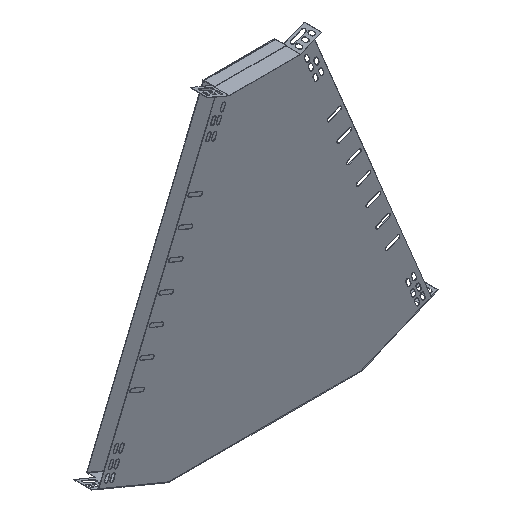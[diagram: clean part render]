
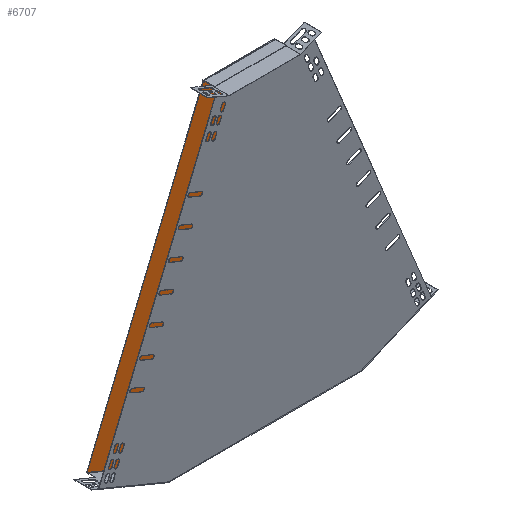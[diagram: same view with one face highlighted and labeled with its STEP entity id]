
A CAD part, isometric view. The second image highlights one B-rep face of the part: STEP entity #6707.
In plain terms, the highlighted planar face has unit normal (0, -1, 0).
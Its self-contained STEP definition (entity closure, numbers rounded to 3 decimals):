
#205 = CARTESIAN_POINT ( 'NONE',  ( -44.214, 189.156, 386.341 ) ) ;
#230 = CARTESIAN_POINT ( 'NONE',  ( -44.214, 189.156, 386.341 ) ) ;
#350 = CARTESIAN_POINT ( 'NONE',  ( -44.214, 189.156, 386.341 ) ) ;
#685 = ORIENTED_EDGE ( 'NONE', *, *, #1039, .F. ) ;
#745 = DIRECTION ( 'NONE',  ( 0.383, 0., 0.924 ) ) ;
#764 = EDGE_LOOP ( 'NONE', ( #7875, #1219, #1428, #7147, #5568, #4149, #7780, #685, #2754, #1114 ) ) ;
#859 = VECTOR ( 'NONE', #8355, 1000. ) ;
#948 = FACE_OUTER_BOUND ( 'NONE', #764, .T. ) ;
#964 = VECTOR ( 'NONE', #5193, 1000. ) ;
#998 = EDGE_CURVE ( 'NONE', #4798, #5487, #3348, .T. ) ;
#1028 = EDGE_CURVE ( 'NONE', #3408, #4798, #4757, .T. ) ;
#1039 = EDGE_CURVE ( 'NONE', #3408, #7833, #6616, .T. ) ;
#1097 = VERTEX_POINT ( 'NONE', #205 ) ;
#1101 = EDGE_CURVE ( 'NONE', #1097, #4492, #7322, .T. ) ;
#1114 = ORIENTED_EDGE ( 'NONE', *, *, #998, .T. ) ;
#1117 = CARTESIAN_POINT ( 'NONE',  ( 97.208, 189.156, 385.341 ) ) ;
#1203 = EDGE_CURVE ( 'NONE', #1424, #1097, #6300, .T. ) ;
#1208 = EDGE_CURVE ( 'NONE', #1424, #7880, #8051, .T. ) ;
#1219 = ORIENTED_EDGE ( 'NONE', *, *, #1589, .F. ) ;
#1424 = VERTEX_POINT ( 'NONE', #4761 ) ;
#1428 = ORIENTED_EDGE ( 'NONE', *, *, #1208, .F. ) ;
#1445 = DIRECTION ( 'NONE',  ( 0.383, 0., -0.924 ) ) ;
#1589 = EDGE_CURVE ( 'NONE', #7880, #8512, #8243, .T. ) ;
#1724 = EDGE_CURVE ( 'NONE', #7312, #4492, #8540, .T. ) ;
#1886 = EDGE_CURVE ( 'NONE', #7833, #7312, #5734, .T. ) ;
#2059 = VECTOR ( 'NONE', #5072, 1000. ) ;
#2312 = DIRECTION ( 'NONE',  ( -0.924, 0., 0.383 ) ) ;
#2415 = EDGE_CURVE ( 'NONE', #8512, #5487, #8528, .T. ) ;
#2468 = CARTESIAN_POINT ( 'NONE',  ( -163.561, 189.156, -214.659 ) ) ;
#2602 = VECTOR ( 'NONE', #3100, 1000. ) ;
#2626 = DIRECTION ( 'NONE',  ( 0., -1., 0. ) ) ;
#2713 = VECTOR ( 'NONE', #2900, 1000. ) ;
#2754 = ORIENTED_EDGE ( 'NONE', *, *, #1028, .T. ) ;
#2900 = DIRECTION ( 'NONE',  ( 0., 0., 1. ) ) ;
#3100 = DIRECTION ( 'NONE',  ( 0., 0., -1. ) ) ;
#3155 = CARTESIAN_POINT ( 'NONE',  ( 326.818, 189.156, -168.986 ) ) ;
#3348 = LINE ( 'NONE', #5635, #8363 ) ;
#3408 = VERTEX_POINT ( 'NONE', #7160 ) ;
#3784 = CARTESIAN_POINT ( 'NONE',  ( 97.208, 189.156, 386.341 ) ) ;
#4149 = ORIENTED_EDGE ( 'NONE', *, *, #1724, .F. ) ;
#4194 = DIRECTION ( 'NONE',  ( 0., 0., 1. ) ) ;
#4492 = VERTEX_POINT ( 'NONE', #5071 ) ;
#4757 = LINE ( 'NONE', #7684, #859 ) ;
#4761 = CARTESIAN_POINT ( 'NONE',  ( 97.208, 189.156, 386.341 ) ) ;
#4798 = VERTEX_POINT ( 'NONE', #4815 ) ;
#4815 = CARTESIAN_POINT ( 'NONE',  ( 216.555, 189.156, -215.659 ) ) ;
#5071 = CARTESIAN_POINT ( 'NONE',  ( -44.214, 189.156, 385.341 ) ) ;
#5072 = DIRECTION ( 'NONE',  ( 0., 0., -1. ) ) ;
#5192 = DIRECTION ( 'NONE',  ( -0.924, 0., -0.383 ) ) ;
#5193 = DIRECTION ( 'NONE',  ( -1., 0., 0. ) ) ;
#5378 = PLANE ( 'NONE',  #6175 ) ;
#5487 = VERTEX_POINT ( 'NONE', #6482 ) ;
#5568 = ORIENTED_EDGE ( 'NONE', *, *, #1101, .T. ) ;
#5600 = CARTESIAN_POINT ( 'NONE',  ( -44.214, 189.156, 385.341 ) ) ;
#5635 = CARTESIAN_POINT ( 'NONE',  ( 216.555, 189.156, -215.659 ) ) ;
#5734 = LINE ( 'NONE', #7126, #8847 ) ;
#6175 = AXIS2_PLACEMENT_3D ( 'NONE', #8706, #2626, #7426 ) ;
#6300 = LINE ( 'NONE', #350, #964 ) ;
#6331 = CARTESIAN_POINT ( 'NONE',  ( 97.208, 189.156, 385.341 ) ) ;
#6376 = CARTESIAN_POINT ( 'NONE',  ( -163.561, 189.156, -215.659 ) ) ;
#6482 = CARTESIAN_POINT ( 'NONE',  ( 216.555, 189.156, -214.659 ) ) ;
#6616 = LINE ( 'NONE', #6376, #2713 ) ;
#6707 = ADVANCED_FACE ( 'NONE', ( #948 ), #5378, .T. ) ;
#6709 = VECTOR ( 'NONE', #1445, 1000. ) ;
#6726 = CARTESIAN_POINT ( 'NONE',  ( 326.818, 189.156, -168.986 ) ) ;
#6799 = VECTOR ( 'NONE', #745, 1000. ) ;
#7126 = CARTESIAN_POINT ( 'NONE',  ( -273.824, 189.156, -168.986 ) ) ;
#7147 = ORIENTED_EDGE ( 'NONE', *, *, #1203, .T. ) ;
#7160 = CARTESIAN_POINT ( 'NONE',  ( -163.561, 189.156, -215.659 ) ) ;
#7312 = VERTEX_POINT ( 'NONE', #7325 ) ;
#7322 = LINE ( 'NONE', #230, #2059 ) ;
#7325 = CARTESIAN_POINT ( 'NONE',  ( -273.824, 189.156, -168.986 ) ) ;
#7426 = DIRECTION ( 'NONE',  ( 0., 0., -1. ) ) ;
#7684 = CARTESIAN_POINT ( 'NONE',  ( 216.555, 189.156, -215.659 ) ) ;
#7780 = ORIENTED_EDGE ( 'NONE', *, *, #1886, .F. ) ;
#7833 = VERTEX_POINT ( 'NONE', #2468 ) ;
#7875 = ORIENTED_EDGE ( 'NONE', *, *, #2415, .F. ) ;
#7880 = VERTEX_POINT ( 'NONE', #1117 ) ;
#8051 = LINE ( 'NONE', #3784, #2602 ) ;
#8243 = LINE ( 'NONE', #6331, #6709 ) ;
#8338 = VECTOR ( 'NONE', #5192, 1000. ) ;
#8355 = DIRECTION ( 'NONE',  ( 1., 0., 0. ) ) ;
#8363 = VECTOR ( 'NONE', #4194, 1000. ) ;
#8512 = VERTEX_POINT ( 'NONE', #6726 ) ;
#8528 = LINE ( 'NONE', #3155, #8338 ) ;
#8540 = LINE ( 'NONE', #5600, #6799 ) ;
#8706 = CARTESIAN_POINT ( 'NONE',  ( 326.818, 189.156, -168.986 ) ) ;
#8847 = VECTOR ( 'NONE', #2312, 1000. ) ;
